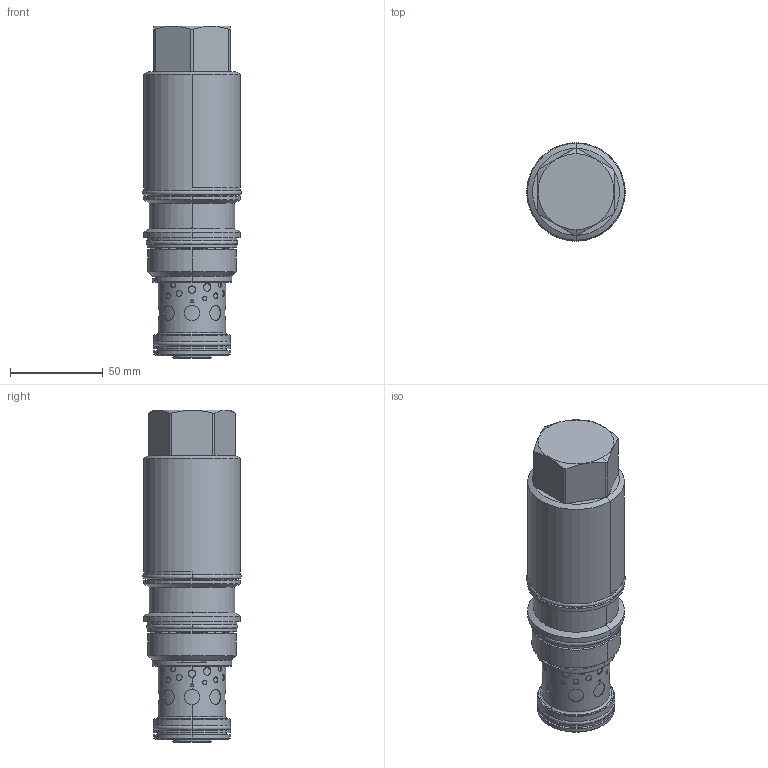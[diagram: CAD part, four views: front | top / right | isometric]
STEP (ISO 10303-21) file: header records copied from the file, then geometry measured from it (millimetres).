
FILE_DESCRIPTION((''),'2;1');
FILE_NAME('MBIAXLV_SW','2023-01-10T17:03:33',('SigMax'),(''),'CREO PARAMETRIC BY PTC INC, 2021072','CREO PARAMETRIC BY PTC INC, 2021072','');
FILE_SCHEMA(('AUTOMOTIVE_DESIGN { 1 0 10303 214 1 1 1 1 }'));
Length unit declared in the file: inch
Products named in the file (1): MBIAXLV_SW
Bounding box: 53.06 x 53.05 x 179.09 mm (x, y, z)
Volume: 300594.3 mm3; surface area: 50028.9 mm2
Topology: 4 solids, 6 shells, 324 faces, 728 edges, 450 vertices
Faces by surface type: cylinder 202, cone 48, plane 37, torus 27, revolution 10
Entity records: 14508 total; most frequent: CARTESIAN_POINT 5032, ORIENTED_EDGE 1456, DIRECTION 1428, EDGE_CURVE 728, AXIS2_PLACEMENT_3D 592, VERTEX_POINT 450, EDGE_LOOP 378, PRESENTATION_STYLE_ASSIGNMENT 334
